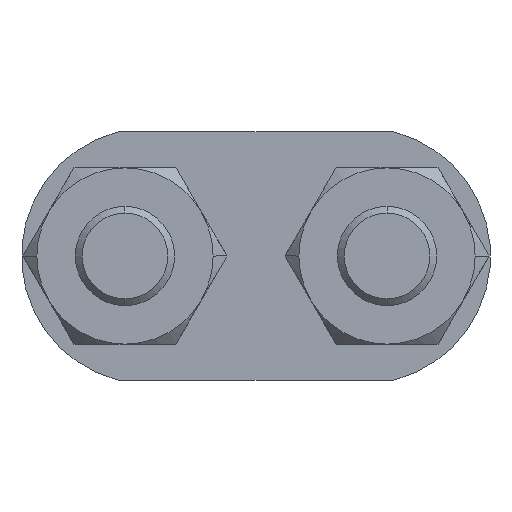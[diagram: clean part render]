
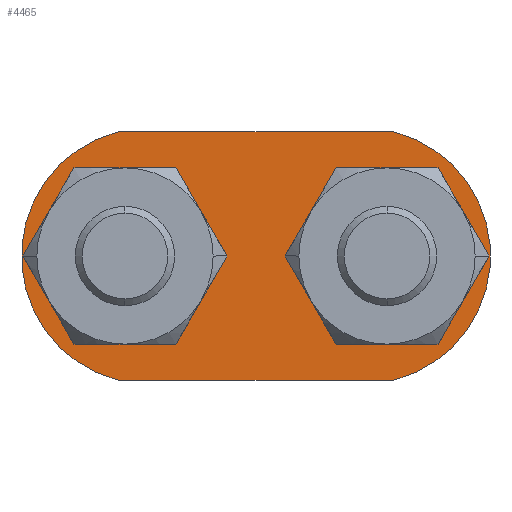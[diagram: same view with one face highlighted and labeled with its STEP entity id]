
A CAD part, front view. The second image highlights one B-rep face of the part: STEP entity #4465.
In plain terms, the highlighted planar face has unit normal (0, -1, 0).
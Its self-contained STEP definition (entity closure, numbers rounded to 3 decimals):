
#116 = CARTESIAN_POINT ( 'NONE',  ( -10.132, 0., -8.966 ) ) ;
#155 = CARTESIAN_POINT ( 'NONE',  ( -9.96, 0., 9. ) ) ;
#174 = EDGE_CURVE ( 'NONE', #342, #307, #5341, .T. ) ;
#248 = CIRCLE ( 'NONE', #1877, 4.25 ) ;
#250 = ORIENTED_EDGE ( 'NONE', *, *, #798, .F. ) ;
#268 = DIRECTION ( 'NONE',  ( 0., 1., 0. ) ) ;
#307 = VERTEX_POINT ( 'NONE', #4089 ) ;
#342 = VERTEX_POINT ( 'NONE', #2519 ) ;
#388 = CARTESIAN_POINT ( 'NONE',  ( 9.872, 0., 9. ) ) ;
#407 = DIRECTION ( 'NONE',  ( 0., 0., -1. ) ) ;
#437 = DIRECTION ( 'NONE',  ( 0., 0., 1. ) ) ;
#442 = B_SPLINE_CURVE_WITH_KNOTS ( 'NONE', 3,
 ( #6223, #887, #3288, #2327 ),
 .UNSPECIFIED., .F., .F.,
 ( 4, 4 ),
 ( 0., 0. ),
 .UNSPECIFIED. ) ;
#455 = CARTESIAN_POINT ( 'NONE',  ( 9.5, 0., 0. ) ) ;
#462 = ORIENTED_EDGE ( 'NONE', *, *, #4891, .F. ) ;
#474 = ORIENTED_EDGE ( 'NONE', *, *, #530, .F. ) ;
#530 = EDGE_CURVE ( 'NONE', #1700, #5117, #5413, .T. ) ;
#576 = VERTEX_POINT ( 'NONE', #4061 ) ;
#592 = CARTESIAN_POINT ( 'NONE',  ( -10.046, 0., -8.989 ) ) ;
#600 = EDGE_LOOP ( 'NONE', ( #1491, #5731, #1002, #965, #474, #1910, #2512, #2617 ) ) ;
#611 = VERTEX_POINT ( 'NONE', #4566 ) ;
#727 = CARTESIAN_POINT ( 'NONE',  ( -9.872, 0., -9. ) ) ;
#798 = EDGE_CURVE ( 'NONE', #3234, #1599, #248, .T. ) ;
#805 = CIRCLE ( 'NONE', #3077, 4.25 ) ;
#821 = CARTESIAN_POINT ( 'NONE',  ( -9.5, 0., 0. ) ) ;
#844 = DIRECTION ( 'NONE',  ( 0., 0., 1. ) ) ;
#862 = PLANE ( 'NONE',  #2494 ) ;
#887 = CARTESIAN_POINT ( 'NONE',  ( 9.96, 0., -9. ) ) ;
#902 = CARTESIAN_POINT ( 'NONE',  ( -7.714, 0., 0. ) ) ;
#914 = DIRECTION ( 'NONE',  ( 0., -1., 0. ) ) ;
#965 = ORIENTED_EDGE ( 'NONE', *, *, #5822, .T. ) ;
#1002 = ORIENTED_EDGE ( 'NONE', *, *, #174, .F. ) ;
#1149 = VECTOR ( 'NONE', #3727, 1000. ) ;
#1246 = DIRECTION ( 'NONE',  ( 0., 0., 1. ) ) ;
#1254 = VERTEX_POINT ( 'NONE', #727 ) ;
#1390 = DIRECTION ( 'NONE',  ( 0., 0., -1. ) ) ;
#1489 = VECTOR ( 'NONE', #2447, 1000. ) ;
#1491 = ORIENTED_EDGE ( 'NONE', *, *, #4511, .F. ) ;
#1599 = VERTEX_POINT ( 'NONE', #3033 ) ;
#1609 = DIRECTION ( 'NONE',  ( 0., 0., 1. ) ) ;
#1688 = CARTESIAN_POINT ( 'NONE',  ( 10.046, 0., 8.989 ) ) ;
#1700 = VERTEX_POINT ( 'NONE', #4742 ) ;
#1732 = ORIENTED_EDGE ( 'NONE', *, *, #3337, .F. ) ;
#1816 = DIRECTION ( 'NONE',  ( 0., 1., 0. ) ) ;
#1841 = EDGE_CURVE ( 'NONE', #2010, #307, #5528, .T. ) ;
#1877 = AXIS2_PLACEMENT_3D ( 'NONE', #3282, #914, #437 ) ;
#1910 = ORIENTED_EDGE ( 'NONE', *, *, #3159, .T. ) ;
#1952 = FACE_BOUND ( 'NONE', #5918, .T. ) ;
#2010 = VERTEX_POINT ( 'NONE', #3605 ) ;
#2178 = CARTESIAN_POINT ( 'NONE',  ( 9.5, 0., -4.25 ) ) ;
#2327 = CARTESIAN_POINT ( 'NONE',  ( 10.132, 0., -8.966 ) ) ;
#2447 = DIRECTION ( 'NONE',  ( 1., 0., 0. ) ) ;
#2494 = AXIS2_PLACEMENT_3D ( 'NONE', #902, #3711, #844 ) ;
#2512 = ORIENTED_EDGE ( 'NONE', *, *, #4173, .F. ) ;
#2519 = CARTESIAN_POINT ( 'NONE',  ( -9.872, 0., 9. ) ) ;
#2556 = FACE_OUTER_BOUND ( 'NONE', #600, .T. ) ;
#2594 = VERTEX_POINT ( 'NONE', #2178 ) ;
#2617 = ORIENTED_EDGE ( 'NONE', *, *, #2809, .T. ) ;
#2714 = AXIS2_PLACEMENT_3D ( 'NONE', #821, #4576, #1246 ) ;
#2803 = DIRECTION ( 'NONE',  ( 0., -1., 0. ) ) ;
#2809 = EDGE_CURVE ( 'NONE', #611, #3747, #442, .T. ) ;
#2837 = EDGE_CURVE ( 'NONE', #576, #2594, #805, .T. ) ;
#2929 = CARTESIAN_POINT ( 'NONE',  ( -9.96, 0., -9. ) ) ;
#3033 = CARTESIAN_POINT ( 'NONE',  ( -9.5, 0., -4.25 ) ) ;
#3077 = AXIS2_PLACEMENT_3D ( 'NONE', #455, #3792, #407 ) ;
#3159 = EDGE_CURVE ( 'NONE', #1700, #1254, #3610, .T. ) ;
#3234 = VERTEX_POINT ( 'NONE', #3414 ) ;
#3282 = CARTESIAN_POINT ( 'NONE',  ( -9.5, 0., 0. ) ) ;
#3288 = CARTESIAN_POINT ( 'NONE',  ( 10.046, 0., -8.989 ) ) ;
#3337 = EDGE_CURVE ( 'NONE', #1599, #3234, #4932, .T. ) ;
#3414 = CARTESIAN_POINT ( 'NONE',  ( -9.5, 0., 4.25 ) ) ;
#3547 = FACE_BOUND ( 'NONE', #5972, .T. ) ;
#3605 = CARTESIAN_POINT ( 'NONE',  ( 10.132, 0., 8.966 ) ) ;
#3610 = B_SPLINE_CURVE_WITH_KNOTS ( 'NONE', 3,
 ( #116, #592, #2929, #3965 ),
 .UNSPECIFIED., .F., .F.,
 ( 4, 4 ),
 ( 0., 0. ),
 .UNSPECIFIED. ) ;
#3711 = DIRECTION ( 'NONE',  ( 0., 1., 0. ) ) ;
#3727 = DIRECTION ( 'NONE',  ( -1., 0., 0. ) ) ;
#3747 = VERTEX_POINT ( 'NONE', #5240 ) ;
#3792 = DIRECTION ( 'NONE',  ( 0., -1., 0. ) ) ;
#3965 = CARTESIAN_POINT ( 'NONE',  ( -9.872, 0., -9. ) ) ;
#4061 = CARTESIAN_POINT ( 'NONE',  ( 9.5, 0., 4.25 ) ) ;
#4089 = CARTESIAN_POINT ( 'NONE',  ( 9.872, 0., 9. ) ) ;
#4121 = AXIS2_PLACEMENT_3D ( 'NONE', #5699, #2803, #1390 ) ;
#4173 = EDGE_CURVE ( 'NONE', #611, #1254, #5354, .T. ) ;
#4194 = AXIS2_PLACEMENT_3D ( 'NONE', #4718, #1816, #5236 ) ;
#4465 = ADVANCED_FACE ( 'NONE', ( #3547, #1952, #2556 ), #862, .F. ) ;
#4483 = CARTESIAN_POINT ( 'NONE',  ( -9.872, 0., 9. ) ) ;
#4511 = EDGE_CURVE ( 'NONE', #2010, #3747, #4766, .T. ) ;
#4566 = CARTESIAN_POINT ( 'NONE',  ( 9.872, 0., -9. ) ) ;
#4576 = DIRECTION ( 'NONE',  ( 0., -1., 0. ) ) ;
#4636 = CARTESIAN_POINT ( 'NONE',  ( 10., 0., -9. ) ) ;
#4638 = B_SPLINE_CURVE_WITH_KNOTS ( 'NONE', 3,
 ( #4483, #155, #5941, #5443 ),
 .UNSPECIFIED., .F., .F.,
 ( 4, 4 ),
 ( 0., 0. ),
 .UNSPECIFIED. ) ;
#4648 = CARTESIAN_POINT ( 'NONE',  ( 10.132, 0., 8.966 ) ) ;
#4718 = CARTESIAN_POINT ( 'NONE',  ( 7.714, 0., 0. ) ) ;
#4742 = CARTESIAN_POINT ( 'NONE',  ( -10.132, 0., -8.966 ) ) ;
#4766 = CIRCLE ( 'NONE', #4194, 9.286 ) ;
#4889 = CARTESIAN_POINT ( 'NONE',  ( 10., 0., 9. ) ) ;
#4891 = EDGE_CURVE ( 'NONE', #2594, #576, #5070, .T. ) ;
#4932 = CIRCLE ( 'NONE', #2714, 4.25 ) ;
#5070 = CIRCLE ( 'NONE', #4121, 4.25 ) ;
#5117 = VERTEX_POINT ( 'NONE', #5491 ) ;
#5166 = CARTESIAN_POINT ( 'NONE',  ( 9.96, 0., 9. ) ) ;
#5236 = DIRECTION ( 'NONE',  ( 0., 0., -1. ) ) ;
#5240 = CARTESIAN_POINT ( 'NONE',  ( 10.132, 0., -8.966 ) ) ;
#5341 = LINE ( 'NONE', #4889, #1489 ) ;
#5354 = LINE ( 'NONE', #4636, #1149 ) ;
#5413 = CIRCLE ( 'NONE', #6101, 9.286 ) ;
#5443 = CARTESIAN_POINT ( 'NONE',  ( -10.132, 0., 8.966 ) ) ;
#5491 = CARTESIAN_POINT ( 'NONE',  ( -10.132, 0., 8.966 ) ) ;
#5528 = B_SPLINE_CURVE_WITH_KNOTS ( 'NONE', 3,
 ( #4648, #1688, #5166, #388 ),
 .UNSPECIFIED., .F., .F.,
 ( 4, 4 ),
 ( 0., 0. ),
 .UNSPECIFIED. ) ;
#5699 = CARTESIAN_POINT ( 'NONE',  ( 9.5, 0., 0. ) ) ;
#5721 = ORIENTED_EDGE ( 'NONE', *, *, #2837, .F. ) ;
#5731 = ORIENTED_EDGE ( 'NONE', *, *, #1841, .T. ) ;
#5822 = EDGE_CURVE ( 'NONE', #342, #5117, #4638, .T. ) ;
#5918 = EDGE_LOOP ( 'NONE', ( #462, #5721 ) ) ;
#5941 = CARTESIAN_POINT ( 'NONE',  ( -10.046, 0., 8.989 ) ) ;
#5972 = EDGE_LOOP ( 'NONE', ( #1732, #250 ) ) ;
#6035 = CARTESIAN_POINT ( 'NONE',  ( -7.714, 0., 0. ) ) ;
#6101 = AXIS2_PLACEMENT_3D ( 'NONE', #6035, #268, #1609 ) ;
#6223 = CARTESIAN_POINT ( 'NONE',  ( 9.872, 0., -9. ) ) ;
